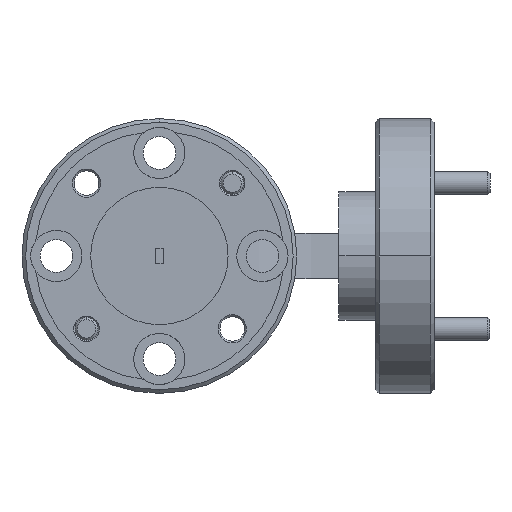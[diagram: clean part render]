
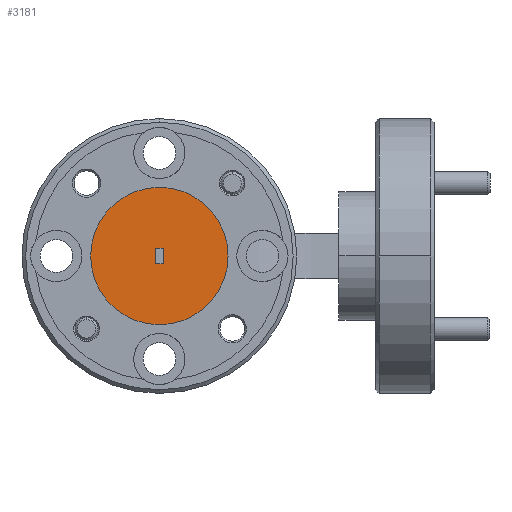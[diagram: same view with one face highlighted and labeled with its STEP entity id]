
A CAD part, left-side view. The second image highlights one B-rep face of the part: STEP entity #3181.
In plain terms, the highlighted planar face has unit normal (-1, 0, 0).
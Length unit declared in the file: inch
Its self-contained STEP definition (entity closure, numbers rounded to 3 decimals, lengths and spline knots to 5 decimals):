
#76 = CARTESIAN_POINT ( 'NONE',  ( -1.72001, 0.85557, 0.18573 ) ) ;
#235 = CARTESIAN_POINT ( 'NONE',  ( -1.72001, 0.83407, 0.14273 ) ) ;
#267 = VERTEX_POINT ( 'NONE', #2591 ) ;
#300 = ORIENTED_EDGE ( 'NONE', *, *, #4444, .F. ) ;
#339 = CARTESIAN_POINT ( 'NONE',  ( -1.72001, 0.84482, 0.35173 ) ) ;
#552 = EDGE_LOOP ( 'NONE', ( #4058, #300, #2256, #3387 ) ) ;
#693 = FACE_OUTER_BOUND ( 'NONE', #3770, .T. ) ;
#722 = CARTESIAN_POINT ( 'NONE',  ( -1.72001, 0.83407, 0.18573 ) ) ;
#760 = VERTEX_POINT ( 'NONE', #3102 ) ;
#783 = CIRCLE ( 'NONE', #3846, 0.1875 ) ;
#991 = DIRECTION ( 'NONE',  ( -1., 0., 0. ) ) ;
#1181 = DIRECTION ( 'NONE',  ( 0., 0., 1. ) ) ;
#1276 = VERTEX_POINT ( 'NONE', #235 ) ;
#1339 = ORIENTED_EDGE ( 'NONE', *, *, #2165, .T. ) ;
#1512 = DIRECTION ( 'NONE',  ( -1., 0., 0. ) ) ;
#1531 = LINE ( 'NONE', #2982, #1976 ) ;
#1536 = DIRECTION ( 'NONE',  ( 0., 1., 0. ) ) ;
#1802 = LINE ( 'NONE', #722, #1912 ) ;
#1805 = CARTESIAN_POINT ( 'NONE',  ( -1.72001, 0.84482, -0.02327 ) ) ;
#1912 = VECTOR ( 'NONE', #3246, 39.37008 ) ;
#1976 = VECTOR ( 'NONE', #4442, 39.37008 ) ;
#2072 = FACE_BOUND ( 'NONE', #552, .T. ) ;
#2085 = VECTOR ( 'NONE', #1536, 39.37008 ) ;
#2165 = EDGE_CURVE ( 'NONE', #4184, #3878, #4055, .T. ) ;
#2229 = EDGE_CURVE ( 'NONE', #1276, #267, #1802, .T. ) ;
#2256 = ORIENTED_EDGE ( 'NONE', *, *, #3933, .F. ) ;
#2301 = LINE ( 'NONE', #76, #2085 ) ;
#2466 = CARTESIAN_POINT ( 'NONE',  ( -1.72001, 0.84482, 0.16423 ) ) ;
#2591 = CARTESIAN_POINT ( 'NONE',  ( -1.72001, 0.83407, 0.18573 ) ) ;
#2663 = AXIS2_PLACEMENT_3D ( 'NONE', #2466, #3928, #2883 ) ;
#2753 = AXIS2_PLACEMENT_3D ( 'NONE', #3571, #991, #3198 ) ;
#2883 = DIRECTION ( 'NONE',  ( 0., 0., -1. ) ) ;
#2904 = VECTOR ( 'NONE', #3764, 39.37008 ) ;
#2925 = ORIENTED_EDGE ( 'NONE', *, *, #4043, .T. ) ;
#2952 = CARTESIAN_POINT ( 'NONE',  ( -1.72001, 0.85557, 0.18573 ) ) ;
#2960 = LINE ( 'NONE', #4091, #2904 ) ;
#2982 = CARTESIAN_POINT ( 'NONE',  ( -1.72001, 0.85557, 0.14273 ) ) ;
#3102 = CARTESIAN_POINT ( 'NONE',  ( -1.72001, 0.85557, 0.14273 ) ) ;
#3181 = ADVANCED_FACE ( 'NONE', ( #2072, #693 ), #4345, .F. ) ;
#3198 = DIRECTION ( 'NONE',  ( 0., 0., 1. ) ) ;
#3246 = DIRECTION ( 'NONE',  ( 0., 0., 1. ) ) ;
#3327 = VERTEX_POINT ( 'NONE', #2952 ) ;
#3387 = ORIENTED_EDGE ( 'NONE', *, *, #4026, .F. ) ;
#3571 = CARTESIAN_POINT ( 'NONE',  ( -1.72001, 0.84482, 0.16423 ) ) ;
#3764 = DIRECTION ( 'NONE',  ( 0., 0., -1. ) ) ;
#3770 = EDGE_LOOP ( 'NONE', ( #1339, #2925 ) ) ;
#3846 = AXIS2_PLACEMENT_3D ( 'NONE', #4116, #1512, #1181 ) ;
#3878 = VERTEX_POINT ( 'NONE', #1805 ) ;
#3928 = DIRECTION ( 'NONE',  ( 1., 0., 0. ) ) ;
#3933 = EDGE_CURVE ( 'NONE', #3327, #760, #2960, .T. ) ;
#4026 = EDGE_CURVE ( 'NONE', #267, #3327, #2301, .T. ) ;
#4043 = EDGE_CURVE ( 'NONE', #3878, #4184, #783, .T. ) ;
#4055 = CIRCLE ( 'NONE', #2753, 0.1875 ) ;
#4058 = ORIENTED_EDGE ( 'NONE', *, *, #2229, .F. ) ;
#4091 = CARTESIAN_POINT ( 'NONE',  ( -1.72001, 0.85557, 0.18573 ) ) ;
#4116 = CARTESIAN_POINT ( 'NONE',  ( -1.72001, 0.84482, 0.16423 ) ) ;
#4184 = VERTEX_POINT ( 'NONE', #339 ) ;
#4345 = PLANE ( 'NONE',  #2663 ) ;
#4442 = DIRECTION ( 'NONE',  ( 0., -1., 0. ) ) ;
#4444 = EDGE_CURVE ( 'NONE', #760, #1276, #1531, .T. ) ;
